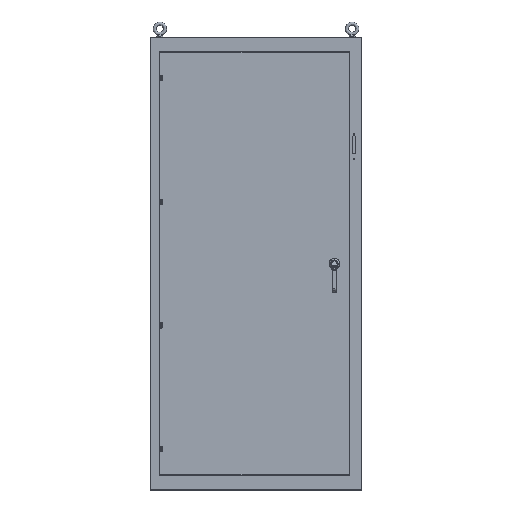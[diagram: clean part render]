
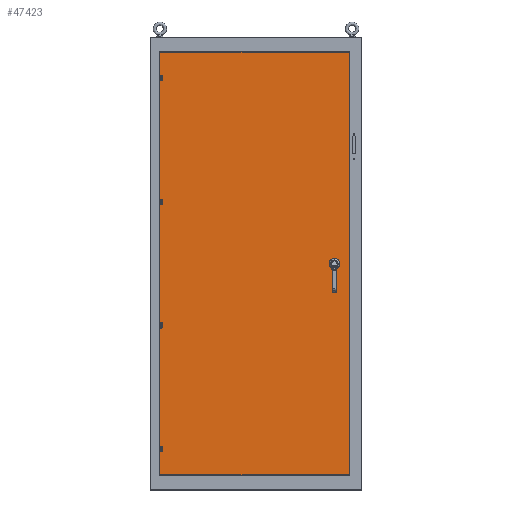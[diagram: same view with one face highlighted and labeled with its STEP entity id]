
A CAD part, top view. The second image highlights one B-rep face of the part: STEP entity #47423.
In plain terms, the highlighted planar face has unit normal (0, 0, 1).
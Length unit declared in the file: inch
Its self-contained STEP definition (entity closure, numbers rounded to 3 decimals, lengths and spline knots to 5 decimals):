
#5966 = DIRECTION ( 'NONE',  ( 0., 0., 1. ) ) ;
#18918 = CARTESIAN_POINT ( 'NONE',  ( -18.2749, -40.15, 10.058 ) ) ;
#19226 = CARTESIAN_POINT ( 'NONE',  ( -18.2749, 40.15, 10.058 ) ) ;
#19855 = EDGE_LOOP ( 'NONE', ( #135847 ) ) ;
#20180 = AXIS2_PLACEMENT_3D ( 'NONE', #103254, #5966, #42477 ) ;
#20756 = CARTESIAN_POINT ( 'NONE',  ( 17.7125, 40.15, 10.058 ) ) ;
#28922 = LINE ( 'NONE', #203729, #133993 ) ;
#34765 = ORIENTED_EDGE ( 'NONE', *, *, #106016, .F. ) ;
#34899 = FACE_OUTER_BOUND ( 'NONE', #173420, .T. ) ;
#35230 = VERTEX_POINT ( 'NONE', #80281 ) ;
#42477 = DIRECTION ( 'NONE',  ( 1., 0., 0. ) ) ;
#43298 = ORIENTED_EDGE ( 'NONE', *, *, #48236, .F. ) ;
#44674 = VERTEX_POINT ( 'NONE', #19226 ) ;
#47423 = ADVANCED_FACE ( 'NONE', ( #34899, #119335 ), #64226, .F. ) ;
#48236 = EDGE_CURVE ( 'NONE', #190586, #107673, #118958, .T. ) ;
#48247 = EDGE_CURVE ( 'NONE', #35230, #35230, #193896, .T. ) ;
#64226 = PLANE ( 'NONE',  #173729 ) ;
#66277 = DIRECTION ( 'NONE',  ( -1., 0., 0. ) ) ;
#77803 = CARTESIAN_POINT ( 'NONE',  ( -18.2749, 0., 10.058 ) ) ;
#80281 = CARTESIAN_POINT ( 'NONE',  ( 15.33691, 0., 10.058 ) ) ;
#85789 = EDGE_CURVE ( 'NONE', #193394, #190586, #100261, .T. ) ;
#85805 = VECTOR ( 'NONE', #178735, 39.37008 ) ;
#89645 = VECTOR ( 'NONE', #141660, 39.37008 ) ;
#93498 = LINE ( 'NONE', #77803, #89645 ) ;
#96666 = DIRECTION ( 'NONE',  ( 0., 0., -1. ) ) ;
#100261 = LINE ( 'NONE', #180808, #85805 ) ;
#103254 = CARTESIAN_POINT ( 'NONE',  ( 14.90384, 0., 10.058 ) ) ;
#106016 = EDGE_CURVE ( 'NONE', #107673, #44674, #93498, .T. ) ;
#106356 = CARTESIAN_POINT ( 'NONE',  ( -0.2812, -40.15, 10.058 ) ) ;
#107673 = VERTEX_POINT ( 'NONE', #18918 ) ;
#110426 = VECTOR ( 'NONE', #182749, 39.37008 ) ;
#112243 = ORIENTED_EDGE ( 'NONE', *, *, #186277, .F. ) ;
#114449 = CARTESIAN_POINT ( 'NONE',  ( -0.2812, 0., 10.058 ) ) ;
#118958 = LINE ( 'NONE', #106356, #110426 ) ;
#119335 = FACE_BOUND ( 'NONE', #19855, .T. ) ;
#133993 = VECTOR ( 'NONE', #156593, 39.37008 ) ;
#135847 = ORIENTED_EDGE ( 'NONE', *, *, #48247, .F. ) ;
#141660 = DIRECTION ( 'NONE',  ( 0., 1., 0. ) ) ;
#156077 = CARTESIAN_POINT ( 'NONE',  ( 17.7125, -40.15, 10.058 ) ) ;
#156593 = DIRECTION ( 'NONE',  ( 1., 0., 0. ) ) ;
#172659 = ORIENTED_EDGE ( 'NONE', *, *, #85789, .F. ) ;
#173420 = EDGE_LOOP ( 'NONE', ( #43298, #172659, #112243, #34765 ) ) ;
#173729 = AXIS2_PLACEMENT_3D ( 'NONE', #114449, #96666, #66277 ) ;
#178735 = DIRECTION ( 'NONE',  ( 0., -1., 0. ) ) ;
#180808 = CARTESIAN_POINT ( 'NONE',  ( 17.7125, 0., 10.058 ) ) ;
#182749 = DIRECTION ( 'NONE',  ( -1., 0., 0. ) ) ;
#186277 = EDGE_CURVE ( 'NONE', #44674, #193394, #28922, .T. ) ;
#190586 = VERTEX_POINT ( 'NONE', #156077 ) ;
#193394 = VERTEX_POINT ( 'NONE', #20756 ) ;
#193896 = CIRCLE ( 'NONE', #20180, 0.43307 ) ;
#203729 = CARTESIAN_POINT ( 'NONE',  ( -0.2812, 40.15, 10.058 ) ) ;
